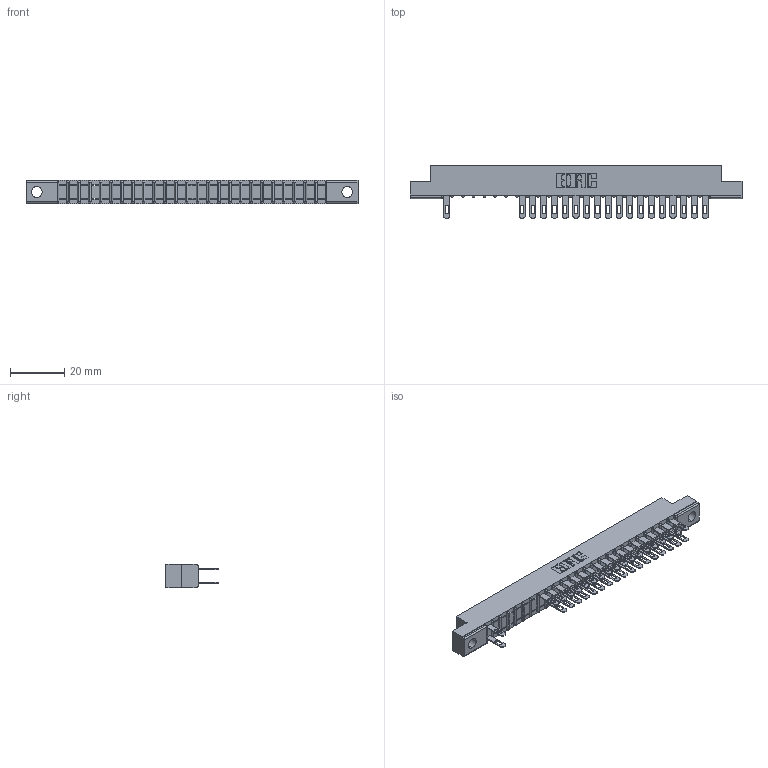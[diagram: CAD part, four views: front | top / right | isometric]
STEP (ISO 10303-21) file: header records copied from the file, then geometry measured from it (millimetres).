
FILE_DESCRIPTION (( 'STEP AP203' ), '1' );
FILE_NAME ('307-050-500-204.STEP', '2018-08-06T04:13:43', ( '' ), ( '' ), 'SwSTEP 2.0', 'SolidWorks 2016', '' );
FILE_SCHEMA (( 'CONFIG_CONTROL_DESIGN' ));
Length unit declared in the file: inch
Products named in the file (3): 307-290-001_500; 307-050-500-204; 307 Part_.156 Dia Mounting Holes
Assembly tree (38 placements, depth 2):
  307-050-500-204
    307 Part_.156 Dia Mounting Holes
    307-290-001_500  x37
Bounding box: 122.07 x 19.18 x 8.71 mm (x, y, z)
Volume: 7816.2 mm3; surface area: 13444.5 mm2
Topology: 38 solids, 38 shells, 1990 faces, 5585 edges, 3602 vertices
Faces by surface type: plane 1272, cylinder 666, sphere 52
Entity records: 24304 total; most frequent: CARTESIAN_POINT 4038, ORIENTED_EDGE 4010, DIRECTION 3943, EDGE_CURVE 2005, VECTOR 1537, LINE 1537, VERTEX_POINT 1298, AXIS2_PLACEMENT_3D 1203
